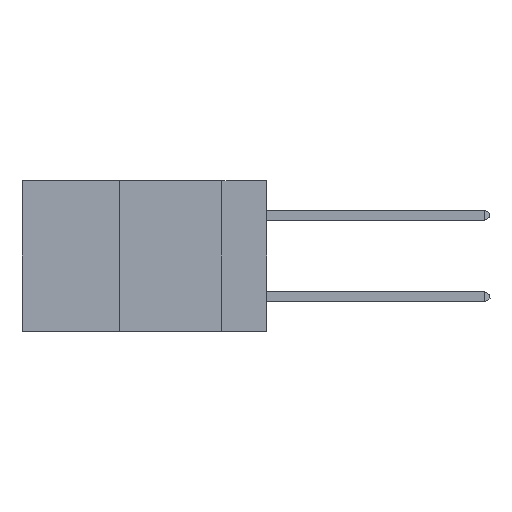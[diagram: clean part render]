
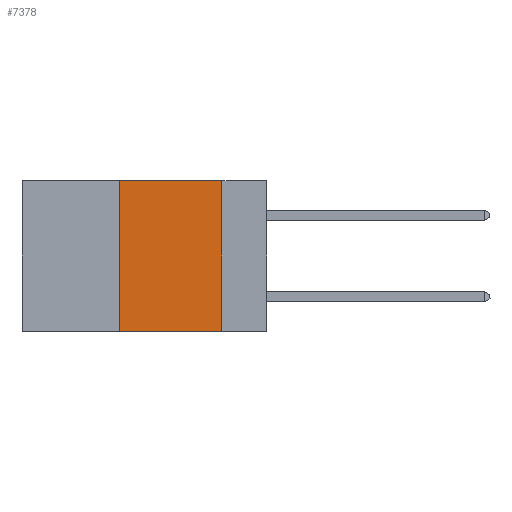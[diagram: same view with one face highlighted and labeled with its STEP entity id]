
A CAD part, left-side view. The second image highlights one B-rep face of the part: STEP entity #7378.
In plain terms, the highlighted planar face has unit normal (-1, 0, 0).
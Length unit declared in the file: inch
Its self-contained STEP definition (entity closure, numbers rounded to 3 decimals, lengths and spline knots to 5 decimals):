
#1769 = EDGE_CURVE ( 'NONE', #20538, #6796, #18804, .T. ) ;
#2177 = PLANE ( 'NONE',  #20058 ) ;
#3057 = DIRECTION ( 'NONE',  ( 0., -1., 0. ) ) ;
#3762 = VERTEX_POINT ( 'NONE', #20196 ) ;
#4294 = VECTOR ( 'NONE', #13453, 39.37008 ) ;
#4500 = EDGE_LOOP ( 'NONE', ( #7413, #16761, #17318, #21917 ) ) ;
#5090 = CARTESIAN_POINT ( 'NONE',  ( 0., 0.11, 0. ) ) ;
#5823 = LINE ( 'NONE', #19866, #18762 ) ;
#6420 = CARTESIAN_POINT ( 'NONE',  ( 0., 0.36, 0. ) ) ;
#6500 = CARTESIAN_POINT ( 'NONE',  ( 0., 0.11, -0.37 ) ) ;
#6796 = VERTEX_POINT ( 'NONE', #5090 ) ;
#6997 = EDGE_CURVE ( 'NONE', #3762, #19348, #15260, .T. ) ;
#7378 = ADVANCED_FACE ( 'NONE', ( #20956 ), #2177, .F. ) ;
#7413 = ORIENTED_EDGE ( 'NONE', *, *, #9361, .F. ) ;
#7817 = CARTESIAN_POINT ( 'NONE',  ( 0., 0.6, 0. ) ) ;
#8173 = EDGE_CURVE ( 'NONE', #3762, #20538, #17355, .T. ) ;
#8821 = CARTESIAN_POINT ( 'NONE',  ( 0., 0.36, 0. ) ) ;
#9361 = EDGE_CURVE ( 'NONE', #6796, #19348, #5823, .T. ) ;
#9627 = DIRECTION ( 'NONE',  ( 0., 0., -1. ) ) ;
#10601 = VECTOR ( 'NONE', #3057, 39.37008 ) ;
#12957 = DIRECTION ( 'NONE',  ( 0., 0., -1. ) ) ;
#13453 = DIRECTION ( 'NONE',  ( 0., 0., 1. ) ) ;
#14179 = VECTOR ( 'NONE', #16004, 39.37008 ) ;
#15260 = LINE ( 'NONE', #20807, #10601 ) ;
#16004 = DIRECTION ( 'NONE',  ( 0., -1., 0. ) ) ;
#16761 = ORIENTED_EDGE ( 'NONE', *, *, #1769, .F. ) ;
#17318 = ORIENTED_EDGE ( 'NONE', *, *, #8173, .F. ) ;
#17355 = LINE ( 'NONE', #6420, #4294 ) ;
#17650 = CARTESIAN_POINT ( 'NONE',  ( 0., 0.6, 0. ) ) ;
#18762 = VECTOR ( 'NONE', #12957, 39.37008 ) ;
#18804 = LINE ( 'NONE', #17650, #14179 ) ;
#19348 = VERTEX_POINT ( 'NONE', #6500 ) ;
#19866 = CARTESIAN_POINT ( 'NONE',  ( 0., 0.11, 0. ) ) ;
#20058 = AXIS2_PLACEMENT_3D ( 'NONE', #7817, #20094, #9627 ) ;
#20094 = DIRECTION ( 'NONE',  ( 1., 0., 0. ) ) ;
#20196 = CARTESIAN_POINT ( 'NONE',  ( 0., 0.36, -0.37 ) ) ;
#20538 = VERTEX_POINT ( 'NONE', #8821 ) ;
#20807 = CARTESIAN_POINT ( 'NONE',  ( 0., 0.6, -0.37 ) ) ;
#20956 = FACE_OUTER_BOUND ( 'NONE', #4500, .T. ) ;
#21917 = ORIENTED_EDGE ( 'NONE', *, *, #6997, .T. ) ;
